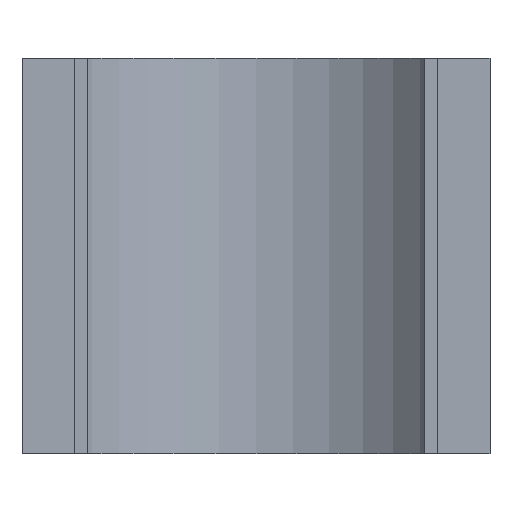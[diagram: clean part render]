
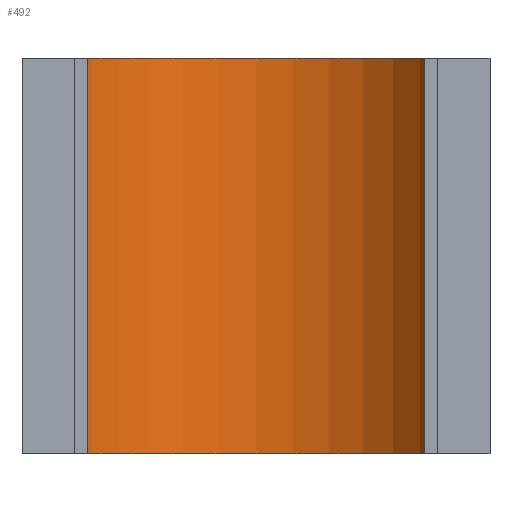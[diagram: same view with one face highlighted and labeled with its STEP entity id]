
A CAD part, front view. The second image highlights one B-rep face of the part: STEP entity #492.
In plain terms, the highlighted cylindrical face has radius 33.515 mm (diameter 67.03 mm), a partial arc.
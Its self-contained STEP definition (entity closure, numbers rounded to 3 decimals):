
#8 = ORIENTED_EDGE ( 'NONE', *, *, #246, .T. ) ;
#11 = VERTEX_POINT ( 'NONE', #144 ) ;
#13 = CIRCLE ( 'NONE', #128, 33.515 ) ;
#19 = DIRECTION ( 'NONE',  ( 0., 0., -1. ) ) ;
#25 = DIRECTION ( 'NONE',  ( 0., 0., -1. ) ) ;
#32 = EDGE_CURVE ( 'NONE', #133, #353, #462, .T. ) ;
#45 = VECTOR ( 'NONE', #25, 1000. ) ;
#68 = VERTEX_POINT ( 'NONE', #347 ) ;
#78 = LINE ( 'NONE', #298, #45 ) ;
#94 = AXIS2_PLACEMENT_3D ( 'NONE', #108, #19, #265 ) ;
#108 = CARTESIAN_POINT ( 'NONE',  ( -81.103, 0., 0. ) ) ;
#111 = LINE ( 'NONE', #429, #237 ) ;
#118 = CARTESIAN_POINT ( 'NONE',  ( -47.647, 2., 0. ) ) ;
#122 = ORIENTED_EDGE ( 'NONE', *, *, #318, .F. ) ;
#126 = DIRECTION ( 'NONE',  ( -1., 0., 0. ) ) ;
#128 = AXIS2_PLACEMENT_3D ( 'NONE', #149, #308, #466 ) ;
#129 = ORIENTED_EDGE ( 'NONE', *, *, #249, .F. ) ;
#133 = VERTEX_POINT ( 'NONE', #174 ) ;
#144 = CARTESIAN_POINT ( 'NONE',  ( -47.647, 2., 60. ) ) ;
#149 = CARTESIAN_POINT ( 'NONE',  ( -81.103, 0., 60. ) ) ;
#167 = CARTESIAN_POINT ( 'NONE',  ( -81.103, 0., 60. ) ) ;
#174 = CARTESIAN_POINT ( 'NONE',  ( -114.558, 2., 0. ) ) ;
#237 = VECTOR ( 'NONE', #390, 1000. ) ;
#246 = EDGE_CURVE ( 'NONE', #68, #133, #78, .T. ) ;
#249 = EDGE_CURVE ( 'NONE', #11, #353, #111, .T. ) ;
#251 = CYLINDRICAL_SURFACE ( 'NONE', #339, 33.515 ) ;
#265 = DIRECTION ( 'NONE',  ( 1., 0., 0. ) ) ;
#283 = EDGE_LOOP ( 'NONE', ( #359, #129, #122, #8 ) ) ;
#298 = CARTESIAN_POINT ( 'NONE',  ( -114.558, 2., 60. ) ) ;
#308 = DIRECTION ( 'NONE',  ( 0., 0., -1. ) ) ;
#318 = EDGE_CURVE ( 'NONE', #68, #11, #13, .T. ) ;
#339 = AXIS2_PLACEMENT_3D ( 'NONE', #167, #410, #126 ) ;
#347 = CARTESIAN_POINT ( 'NONE',  ( -114.558, 2., 60. ) ) ;
#353 = VERTEX_POINT ( 'NONE', #118 ) ;
#359 = ORIENTED_EDGE ( 'NONE', *, *, #32, .T. ) ;
#371 = FACE_OUTER_BOUND ( 'NONE', #283, .T. ) ;
#390 = DIRECTION ( 'NONE',  ( 0., 0., -1. ) ) ;
#410 = DIRECTION ( 'NONE',  ( 0., 0., -1. ) ) ;
#429 = CARTESIAN_POINT ( 'NONE',  ( -47.647, 2., 60. ) ) ;
#462 = CIRCLE ( 'NONE', #94, 33.515 ) ;
#466 = DIRECTION ( 'NONE',  ( 1., 0., 0. ) ) ;
#492 = ADVANCED_FACE ( 'NONE', ( #371 ), #251, .F. ) ;
